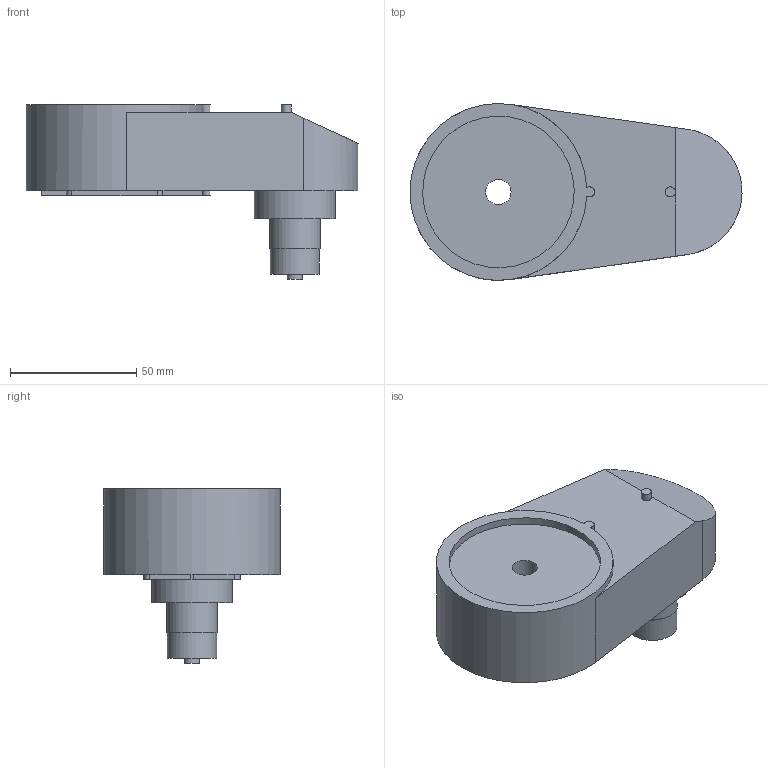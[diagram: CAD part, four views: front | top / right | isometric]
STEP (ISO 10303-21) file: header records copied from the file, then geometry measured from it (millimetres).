
FILE_DESCRIPTION(/* description */ (''),/* implementation_level */ '2;1');
FILE_NAME(/* name */ 'dianji_wheel_1.stp',/* time_stamp */ '2020-12-10T09:15:49+08:00',/* author */ (''),/* organization */ (''),/* preprocessor_version */ 'ST-DEVELOPER v16.7',/* originating_system */ 'SIEMENS PLM Software NX 12.0',/* authorisation */ '');
FILE_SCHEMA (('AUTOMOTIVE_DESIGN { 1 0 10303 214 3 1 1 1 }'));
Length unit declared in the file: millimetre
Products named in the file (1): dianji_wheel_1
Bounding box: 131.4 x 69.98 x 69 mm (x, y, z)
Volume: 225282.7 mm3; surface area: 35289.7 mm2
Topology: 1 solids, 1 shells, 97 faces, 232 edges, 154 vertices
Faces by surface type: plane 63, cylinder 34
Full cylindrical faces by diameter (mm): 4 x1, 6 x1, 10 x1, 19.5 x1, 20 x1, 24.5 x1, 26 x1, 30 x1, 32 x1, 60 x1
Entity records: 3482 total; most frequent: DIRECTION 488, CARTESIAN_POINT 474, ORIENTED_EDGE 444, EDGE_CURVE 222, AXIS2_PLACEMENT_3D 168, VERTEX_POINT 154, LINE 152, VECTOR 152
